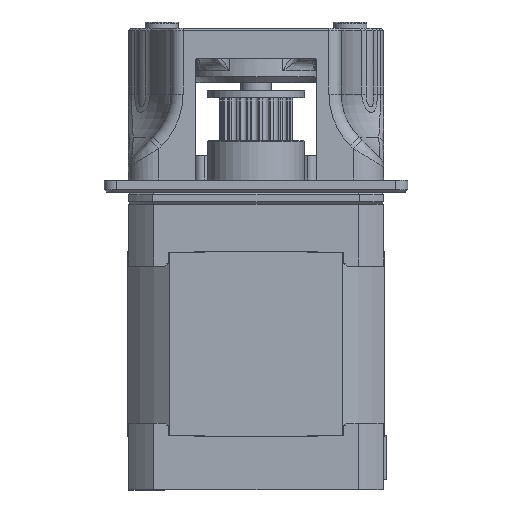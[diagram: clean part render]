
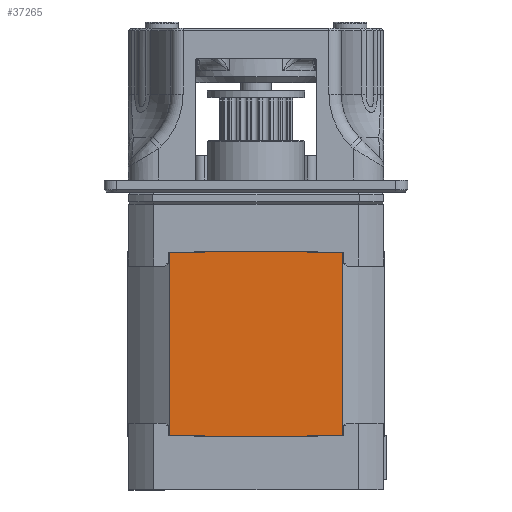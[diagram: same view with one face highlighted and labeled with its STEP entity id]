
A CAD part, front view. The second image highlights one B-rep face of the part: STEP entity #37265.
In plain terms, the highlighted face is planar.
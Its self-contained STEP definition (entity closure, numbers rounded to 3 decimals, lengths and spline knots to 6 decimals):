
#10235=ORIENTED_EDGE('',*,*,#18682,.T.);
#10236=ORIENTED_EDGE('',*,*,#18683,.T.);
#10237=ORIENTED_EDGE('',*,*,#18684,.T.);
#10238=ORIENTED_EDGE('',*,*,#18685,.T.);
#10239=ORIENTED_EDGE('',*,*,#18686,.T.);
#10240=ORIENTED_EDGE('',*,*,#18687,.T.);
#10241=ORIENTED_EDGE('',*,*,#18688,.T.);
#10242=ORIENTED_EDGE('',*,*,#18681,.F.);
#10243=ORIENTED_EDGE('',*,*,#18500,.F.);
#10244=ORIENTED_EDGE('',*,*,#18648,.F.);
#10245=ORIENTED_EDGE('',*,*,#18689,.T.);
#10246=ORIENTED_EDGE('',*,*,#18690,.T.);
#18500=EDGE_CURVE('',#23140,#23141,#26623,.T.);
#18648=EDGE_CURVE('',#23254,#23140,#26695,.T.);
#18681=EDGE_CURVE('',#23141,#23280,#26718,.T.);
#18682=EDGE_CURVE('',#23282,#23283,#26719,.T.);
#18683=EDGE_CURVE('',#23283,#23284,#26720,.T.);
#18684=EDGE_CURVE('',#23284,#23285,#26721,.T.);
#18685=EDGE_CURVE('',#23285,#23286,#26722,.T.);
#18686=EDGE_CURVE('',#23286,#23287,#26723,.T.);
#18687=EDGE_CURVE('',#23287,#23288,#26724,.T.);
#18688=EDGE_CURVE('',#23288,#23280,#26725,.T.);
#18689=EDGE_CURVE('',#23254,#23289,#26726,.T.);
#18690=EDGE_CURVE('',#23289,#23282,#26727,.T.);
#23140=VERTEX_POINT('',#61345);
#23141=VERTEX_POINT('',#61347);
#23254=VERTEX_POINT('',#61637);
#23280=VERTEX_POINT('',#61697);
#23282=VERTEX_POINT('',#61704);
#23283=VERTEX_POINT('',#61705);
#23284=VERTEX_POINT('',#61707);
#23285=VERTEX_POINT('',#61709);
#23286=VERTEX_POINT('',#61711);
#23287=VERTEX_POINT('',#61713);
#23288=VERTEX_POINT('',#61715);
#23289=VERTEX_POINT('',#61718);
#26623=LINE('',#61346,#29614);
#26695=LINE('',#61636,#29686);
#26718=LINE('',#61701,#29709);
#26719=LINE('',#61703,#29710);
#26720=LINE('',#61706,#29711);
#26721=LINE('',#61708,#29712);
#26722=LINE('',#61710,#29713);
#26723=LINE('',#61712,#29714);
#26724=LINE('',#61714,#29715);
#26725=LINE('',#61716,#29716);
#26726=LINE('',#61717,#29717);
#26727=LINE('',#61719,#29718);
#29614=VECTOR('',#48978,1.);
#29686=VECTOR('',#49260,1.);
#29709=VECTOR('',#49311,1.);
#29710=VECTOR('',#49314,1.);
#29711=VECTOR('',#49315,1.);
#29712=VECTOR('',#49316,1.);
#29713=VECTOR('',#49317,1.);
#29714=VECTOR('',#49318,1.);
#29715=VECTOR('',#49319,1.);
#29716=VECTOR('',#49320,1.);
#29717=VECTOR('',#49321,1.);
#29718=VECTOR('',#49322,1.);
#31776=EDGE_LOOP('',(#10235,#10236,#10237,#10238,#10239,#10240,#10241,#10242,
#10243,#10244,#10245,#10246));
#34107=FACE_BOUND('',#31776,.T.);
#35908=PLANE('',#40826);
#37265=ADVANCED_FACE('',(#34107),#35908,.T.);
#40826=AXIS2_PLACEMENT_3D('',#61702,#49312,#49313);
#48978=DIRECTION('',(0.,0.,-1.));
#49260=DIRECTION('',(0.,-1.,0.));
#49311=DIRECTION('',(0.,1.,0.));
#49312=DIRECTION('',(-1.,0.,0.));
#49313=DIRECTION('',(0.,0.,1.));
#49314=DIRECTION('',(0.,0.,-1.));
#49315=DIRECTION('',(0.,1.,0.));
#49316=DIRECTION('',(0.,0.,-1.));
#49317=DIRECTION('',(0.,-1.,0.));
#49318=DIRECTION('',(0.,0.,-1.));
#49319=DIRECTION('',(0.,-1.,0.));
#49320=DIRECTION('',(0.,0.,1.));
#49321=DIRECTION('',(0.,0.,1.));
#49322=DIRECTION('',(0.,1.,0.));
#61345=CARTESIAN_POINT('',(-0.0211,-0.01423,0.01066));
#61346=CARTESIAN_POINT('',(-0.0211,-0.01423,0.01066));
#61347=CARTESIAN_POINT('',(-0.0211,-0.01423,-0.01954));
#61636=CARTESIAN_POINT('',(-0.0211,0.017118,0.01066));
#61637=CARTESIAN_POINT('',(-0.0211,-0.008506,0.01066));
#61697=CARTESIAN_POINT('',(-0.0211,-0.008506,-0.01954));
#61701=CARTESIAN_POINT('',(-0.0211,0.017118,-0.01954));
#61702=CARTESIAN_POINT('',(-0.0211,-0.014231,-0.019641));
#61703=CARTESIAN_POINT('',(-0.0211,0.008506,-0.01954));
#61704=CARTESIAN_POINT('',(-0.0211,0.008506,0.01076));
#61705=CARTESIAN_POINT('',(-0.0211,0.008506,0.01066));
#61706=CARTESIAN_POINT('',(-0.0211,-0.014231,0.01066));
#61707=CARTESIAN_POINT('',(-0.0211,0.01423,0.01066));
#61708=CARTESIAN_POINT('',(-0.0211,0.01423,0.01066));
#61709=CARTESIAN_POINT('',(-0.0211,0.01423,-0.01954));
#61710=CARTESIAN_POINT('',(-0.0211,-0.014231,-0.01954));
#61711=CARTESIAN_POINT('',(-0.0211,0.008506,-0.01954));
#61712=CARTESIAN_POINT('',(-0.0211,0.008506,-0.01954));
#61713=CARTESIAN_POINT('',(-0.0211,0.008506,-0.01964));
#61714=CARTESIAN_POINT('',(-0.0211,-0.014231,-0.01964));
#61715=CARTESIAN_POINT('',(-0.0211,-0.008506,-0.01964));
#61716=CARTESIAN_POINT('',(-0.0211,-0.008506,-0.01954));
#61717=CARTESIAN_POINT('',(-0.0211,-0.008506,-0.01954));
#61718=CARTESIAN_POINT('',(-0.0211,-0.008506,0.01076));
#61719=CARTESIAN_POINT('',(-0.0211,-0.014231,0.01076));
